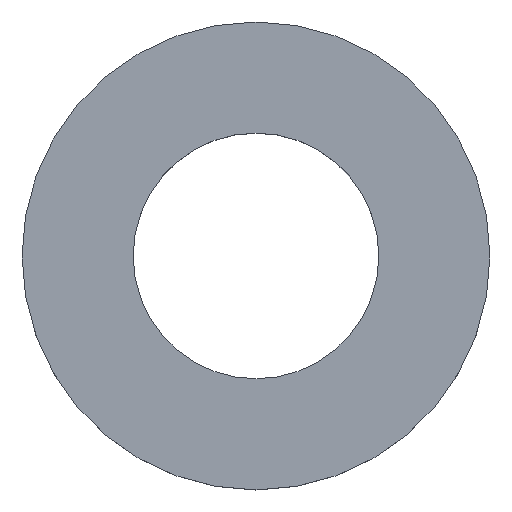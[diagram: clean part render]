
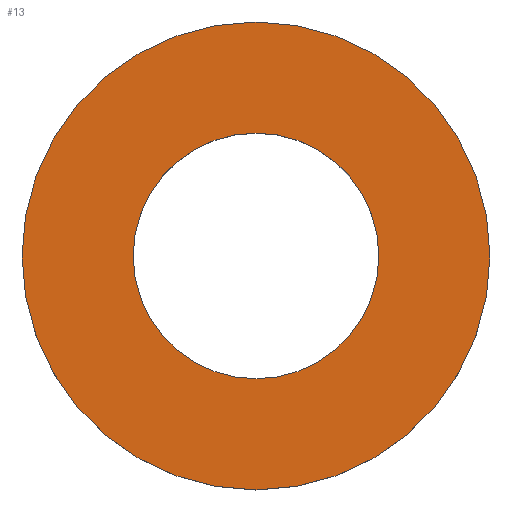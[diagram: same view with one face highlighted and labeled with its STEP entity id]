
A CAD part, top view. The second image highlights one B-rep face of the part: STEP entity #13.
In plain terms, the highlighted planar face has unit normal (0, 0, 1).
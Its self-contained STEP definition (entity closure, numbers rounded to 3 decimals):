
#2 = CARTESIAN_POINT ( 'NONE',  ( 0., 0., 2.2 ) ) ;
#3 = CARTESIAN_POINT ( 'NONE',  ( 0., 0., 2.2 ) ) ;
#13 = ADVANCED_FACE ( 'NONE', ( #170, #75 ), #113, .T. ) ;
#15 = AXIS2_PLACEMENT_3D ( 'NONE', #47, #180, #59 ) ;
#20 = ORIENTED_EDGE ( 'NONE', *, *, #115, .F. ) ;
#21 = DIRECTION ( 'NONE',  ( 0., 0., 1. ) ) ;
#26 = AXIS2_PLACEMENT_3D ( 'NONE', #200, #88, #191 ) ;
#32 = CIRCLE ( 'NONE', #182, 10. ) ;
#47 = CARTESIAN_POINT ( 'NONE',  ( 0., 0., 2.2 ) ) ;
#57 = CARTESIAN_POINT ( 'NONE',  ( 10., 0., 2.2 ) ) ;
#59 = DIRECTION ( 'NONE',  ( 1., 0., 0. ) ) ;
#60 = EDGE_LOOP ( 'NONE', ( #153, #20 ) ) ;
#75 = FACE_BOUND ( 'NONE', #60, .T. ) ;
#83 = VERTEX_POINT ( 'NONE', #204 ) ;
#85 = AXIS2_PLACEMENT_3D ( 'NONE', #142, #21, #124 ) ;
#86 = CARTESIAN_POINT ( 'NONE',  ( 5.25, 0., 2.2 ) ) ;
#87 = CIRCLE ( 'NONE', #85, 10. ) ;
#88 = DIRECTION ( 'NONE',  ( 0., 0., 1. ) ) ;
#101 = AXIS2_PLACEMENT_3D ( 'NONE', #3, #104, #199 ) ;
#103 = DIRECTION ( 'NONE',  ( 0., 0., 1. ) ) ;
#104 = DIRECTION ( 'NONE',  ( 0., 0., 1. ) ) ;
#106 = CARTESIAN_POINT ( 'NONE',  ( -5.25, 0., 2.2 ) ) ;
#113 = PLANE ( 'NONE',  #15 ) ;
#115 = EDGE_CURVE ( 'NONE', #134, #129, #209, .T. ) ;
#118 = EDGE_CURVE ( 'NONE', #206, #83, #87, .T. ) ;
#124 = DIRECTION ( 'NONE',  ( 1., 0., 0. ) ) ;
#129 = VERTEX_POINT ( 'NONE', #106 ) ;
#130 = CIRCLE ( 'NONE', #101, 5.25 ) ;
#134 = VERTEX_POINT ( 'NONE', #86 ) ;
#142 = CARTESIAN_POINT ( 'NONE',  ( 0., 0., 2.2 ) ) ;
#147 = ORIENTED_EDGE ( 'NONE', *, *, #157, .T. ) ;
#148 = EDGE_CURVE ( 'NONE', #129, #134, #130, .T. ) ;
#152 = DIRECTION ( 'NONE',  ( 1., 0., 0. ) ) ;
#153 = ORIENTED_EDGE ( 'NONE', *, *, #148, .F. ) ;
#157 = EDGE_CURVE ( 'NONE', #83, #206, #32, .T. ) ;
#170 = FACE_OUTER_BOUND ( 'NONE', #173, .T. ) ;
#173 = EDGE_LOOP ( 'NONE', ( #147, #195 ) ) ;
#180 = DIRECTION ( 'NONE',  ( 0., 0., 1. ) ) ;
#182 = AXIS2_PLACEMENT_3D ( 'NONE', #2, #103, #152 ) ;
#191 = DIRECTION ( 'NONE',  ( 1., 0., 0. ) ) ;
#195 = ORIENTED_EDGE ( 'NONE', *, *, #118, .T. ) ;
#199 = DIRECTION ( 'NONE',  ( 1., 0., 0. ) ) ;
#200 = CARTESIAN_POINT ( 'NONE',  ( 0., 0., 2.2 ) ) ;
#204 = CARTESIAN_POINT ( 'NONE',  ( -10., 0., 2.2 ) ) ;
#206 = VERTEX_POINT ( 'NONE', #57 ) ;
#209 = CIRCLE ( 'NONE', #26, 5.25 ) ;
